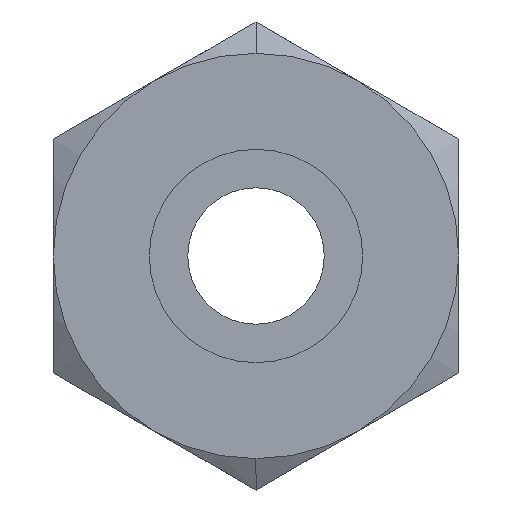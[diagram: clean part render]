
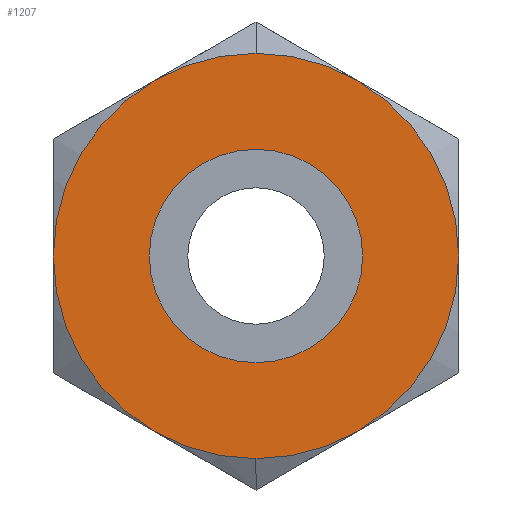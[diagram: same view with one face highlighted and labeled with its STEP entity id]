
A CAD part, left-side view. The second image highlights one B-rep face of the part: STEP entity #1207.
In plain terms, the highlighted planar face has unit normal (-1, 0, 0).
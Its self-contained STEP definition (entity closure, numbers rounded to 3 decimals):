
#73 = DIRECTION ( 'NONE',  ( -1., 0., 0. ) ) ;
#341 = CIRCLE ( 'NONE', #5060, 5. ) ;
#693 = FACE_BOUND ( 'NONE', #5656, .T. ) ;
#1207 = ADVANCED_FACE ( 'NONE', ( #693, #7227 ), #8583, .T. ) ;
#1247 = CARTESIAN_POINT ( 'NONE',  ( 0., 0., 0. ) ) ;
#1400 = AXIS2_PLACEMENT_3D ( 'NONE', #1247, #5815, #6461 ) ;
#1753 = AXIS2_PLACEMENT_3D ( 'NONE', #3343, #73, #7183 ) ;
#1799 = DIRECTION ( 'NONE',  ( 1., 0., 0. ) ) ;
#2024 = VERTEX_POINT ( 'NONE', #5321 ) ;
#2152 = ORIENTED_EDGE ( 'NONE', *, *, #7858, .F. ) ;
#2491 = CIRCLE ( 'NONE', #7356, 9.5 ) ;
#3162 = VERTEX_POINT ( 'NONE', #3955 ) ;
#3183 = CARTESIAN_POINT ( 'NONE',  ( 0., 0., 0. ) ) ;
#3343 = CARTESIAN_POINT ( 'NONE',  ( 0., 0., 4.75 ) ) ;
#3346 = CARTESIAN_POINT ( 'NONE',  ( 0., 0., 0. ) ) ;
#3872 = ORIENTED_EDGE ( 'NONE', *, *, #6248, .F. ) ;
#3955 = CARTESIAN_POINT ( 'NONE',  ( 0., 0., 5. ) ) ;
#4761 = DIRECTION ( 'NONE',  ( 1., 0., 0. ) ) ;
#5060 = AXIS2_PLACEMENT_3D ( 'NONE', #8038, #4761, #7998 ) ;
#5321 = CARTESIAN_POINT ( 'NONE',  ( 0., 0., -5. ) ) ;
#5349 = AXIS2_PLACEMENT_3D ( 'NONE', #3183, #1799, #7062 ) ;
#5399 = DIRECTION ( 'NONE',  ( 1., 0., 0. ) ) ;
#5656 = EDGE_LOOP ( 'NONE', ( #8163, #6214 ) ) ;
#5815 = DIRECTION ( 'NONE',  ( 1., 0., 0. ) ) ;
#6004 = DIRECTION ( 'NONE',  ( 0., 0., -1. ) ) ;
#6214 = ORIENTED_EDGE ( 'NONE', *, *, #8606, .T. ) ;
#6248 = EDGE_CURVE ( 'NONE', #7209, #6702, #2491, .T. ) ;
#6256 = CIRCLE ( 'NONE', #1400, 9.5 ) ;
#6461 = DIRECTION ( 'NONE',  ( 0., 0., 1. ) ) ;
#6516 = EDGE_LOOP ( 'NONE', ( #2152, #3872 ) ) ;
#6702 = VERTEX_POINT ( 'NONE', #7785 ) ;
#7062 = DIRECTION ( 'NONE',  ( 0., 0., -1. ) ) ;
#7183 = DIRECTION ( 'NONE',  ( 0., 0., 1. ) ) ;
#7209 = VERTEX_POINT ( 'NONE', #7578 ) ;
#7227 = FACE_OUTER_BOUND ( 'NONE', #6516, .T. ) ;
#7356 = AXIS2_PLACEMENT_3D ( 'NONE', #3346, #5399, #6004 ) ;
#7578 = CARTESIAN_POINT ( 'NONE',  ( 0., 0., -9.5 ) ) ;
#7785 = CARTESIAN_POINT ( 'NONE',  ( 0., 0., 9.5 ) ) ;
#7856 = CIRCLE ( 'NONE', #5349, 5. ) ;
#7858 = EDGE_CURVE ( 'NONE', #6702, #7209, #6256, .T. ) ;
#7998 = DIRECTION ( 'NONE',  ( 0., 0., 1. ) ) ;
#8038 = CARTESIAN_POINT ( 'NONE',  ( 0., 0., 0. ) ) ;
#8097 = EDGE_CURVE ( 'NONE', #2024, #3162, #7856, .T. ) ;
#8163 = ORIENTED_EDGE ( 'NONE', *, *, #8097, .T. ) ;
#8583 = PLANE ( 'NONE',  #1753 ) ;
#8606 = EDGE_CURVE ( 'NONE', #3162, #2024, #341, .T. ) ;
